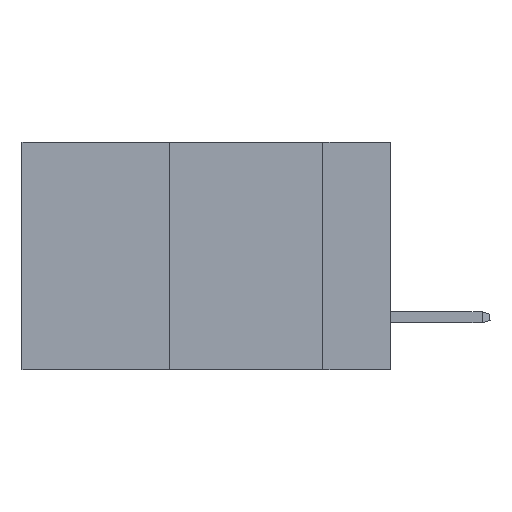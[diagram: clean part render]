
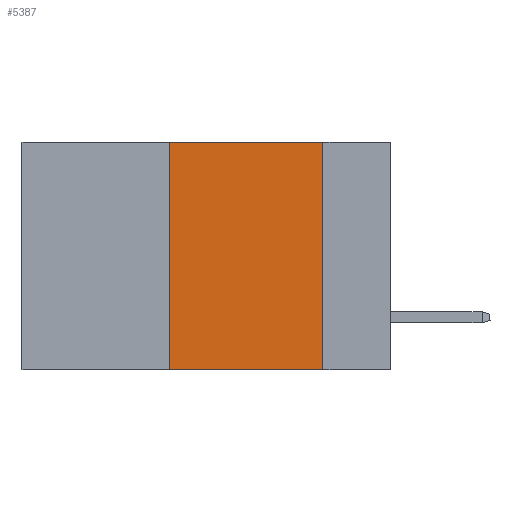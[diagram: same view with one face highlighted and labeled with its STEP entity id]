
A CAD part, left-side view. The second image highlights one B-rep face of the part: STEP entity #5387.
In plain terms, the highlighted planar face has unit normal (-1, 0, 0).
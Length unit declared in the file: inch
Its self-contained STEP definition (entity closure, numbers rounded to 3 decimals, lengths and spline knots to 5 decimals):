
#691 = CARTESIAN_POINT ( 'NONE',  ( 0., 0.11, -0.37 ) ) ;
#783 = ORIENTED_EDGE ( 'NONE', *, *, #6230, .T. ) ;
#793 = VECTOR ( 'NONE', #9600, 39.37008 ) ;
#867 = CARTESIAN_POINT ( 'NONE',  ( 0., 0.11, 0. ) ) ;
#989 = PLANE ( 'NONE',  #8648 ) ;
#1468 = VECTOR ( 'NONE', #4327, 39.37008 ) ;
#1691 = LINE ( 'NONE', #8919, #10630 ) ;
#1901 = EDGE_LOOP ( 'NONE', ( #3048, #10722, #6466, #783 ) ) ;
#2539 = DIRECTION ( 'NONE',  ( 0., 0., -1. ) ) ;
#2554 = LINE ( 'NONE', #867, #7560 ) ;
#2660 = VERTEX_POINT ( 'NONE', #2724 ) ;
#2724 = CARTESIAN_POINT ( 'NONE',  ( 0., 0.11, 0. ) ) ;
#3048 = ORIENTED_EDGE ( 'NONE', *, *, #4814, .F. ) ;
#3069 = VERTEX_POINT ( 'NONE', #7261 ) ;
#3267 = LINE ( 'NONE', #10461, #793 ) ;
#3522 = EDGE_CURVE ( 'NONE', #3783, #3069, #3267, .T. ) ;
#3783 = VERTEX_POINT ( 'NONE', #6735 ) ;
#3913 = EDGE_CURVE ( 'NONE', #3069, #2660, #8412, .T. ) ;
#4327 = DIRECTION ( 'NONE',  ( 0., -1., 0. ) ) ;
#4814 = EDGE_CURVE ( 'NONE', #2660, #7510, #2554, .T. ) ;
#5374 = DIRECTION ( 'NONE',  ( 0., 0., -1. ) ) ;
#5387 = ADVANCED_FACE ( 'NONE', ( #6836 ), #989, .F. ) ;
#6230 = EDGE_CURVE ( 'NONE', #3783, #7510, #1691, .T. ) ;
#6466 = ORIENTED_EDGE ( 'NONE', *, *, #3522, .F. ) ;
#6735 = CARTESIAN_POINT ( 'NONE',  ( 0., 0.36, -0.37 ) ) ;
#6836 = FACE_OUTER_BOUND ( 'NONE', #1901, .T. ) ;
#7227 = DIRECTION ( 'NONE',  ( 0., -1., 0. ) ) ;
#7261 = CARTESIAN_POINT ( 'NONE',  ( 0., 0.36, 0. ) ) ;
#7510 = VERTEX_POINT ( 'NONE', #691 ) ;
#7560 = VECTOR ( 'NONE', #2539, 39.37008 ) ;
#8412 = LINE ( 'NONE', #9607, #1468 ) ;
#8648 = AXIS2_PLACEMENT_3D ( 'NONE', #9699, #11392, #5374 ) ;
#8919 = CARTESIAN_POINT ( 'NONE',  ( 0., 0.6, -0.37 ) ) ;
#9600 = DIRECTION ( 'NONE',  ( 0., 0., 1. ) ) ;
#9607 = CARTESIAN_POINT ( 'NONE',  ( 0., 0.6, 0. ) ) ;
#9699 = CARTESIAN_POINT ( 'NONE',  ( 0., 0.6, 0. ) ) ;
#10461 = CARTESIAN_POINT ( 'NONE',  ( 0., 0.36, 0. ) ) ;
#10630 = VECTOR ( 'NONE', #7227, 39.37008 ) ;
#10722 = ORIENTED_EDGE ( 'NONE', *, *, #3913, .F. ) ;
#11392 = DIRECTION ( 'NONE',  ( 1., 0., 0. ) ) ;
